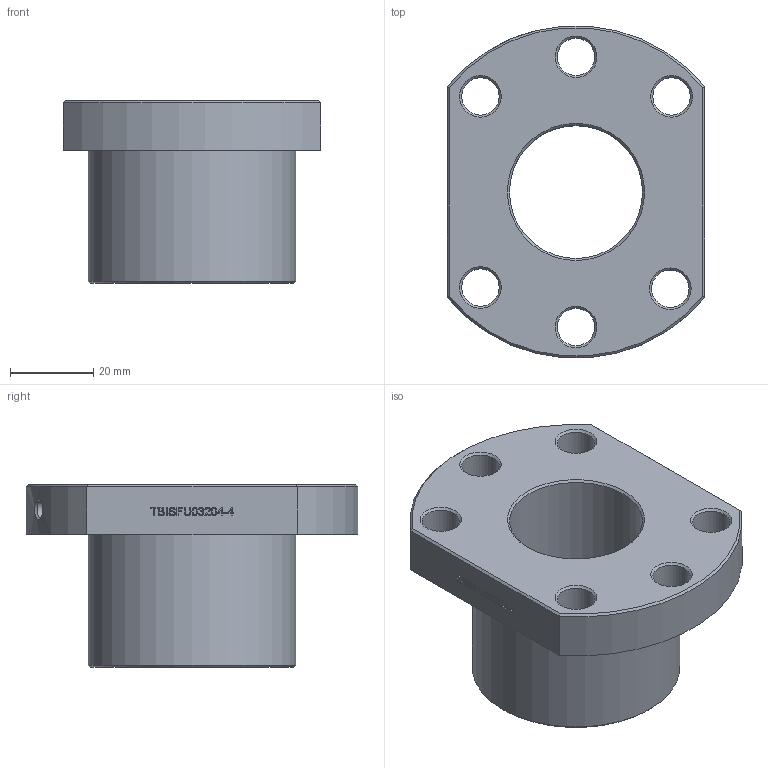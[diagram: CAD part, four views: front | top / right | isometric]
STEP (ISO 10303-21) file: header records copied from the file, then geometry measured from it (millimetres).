
FILE_DESCRIPTION(/* description */ (''),/* implementation_level */ '2;1');
FILE_NAME(/* name */ 'SFU03204-4.stp',/* time_stamp */ '2020-03-23T21:16:46+08:00',/* author */ (''),/* organization */ (''),/* preprocessor_version */ 'ST-DEVELOPER v16',/* originating_system */ 'SIEMENS PLM Software NX 10.0',/* authorisation */ '');
FILE_SCHEMA (('AUTOMOTIVE_DESIGN { 1 0 10303 214 3 1 1 1 }'));
Length unit declared in the file: millimetre
Products named in the file (1): Admi0BFC4609naol
Bounding box: 62 x 79.74 x 44 mm (x, y, z)
Volume: 75387.9 mm3; surface area: 20827.3 mm2
Topology: 1 solids, 1 shells, 149 faces, 366 edges, 240 vertices
Faces by surface type: plane 97, extrusion 26, cone 13, cylinder 12, bspline 1
Full cylindrical faces by diameter (mm): 4 x1, 5.2 x1, 9 x6, 32 x1, 50 x1
Entity records: 5546 total; most frequent: CARTESIAN_POINT 2302, ORIENTED_EDGE 678, DIRECTION 518, EDGE_CURVE 339, VERTEX_POINT 236, EDGE_LOOP 206, VECTOR 202, LINE 176
